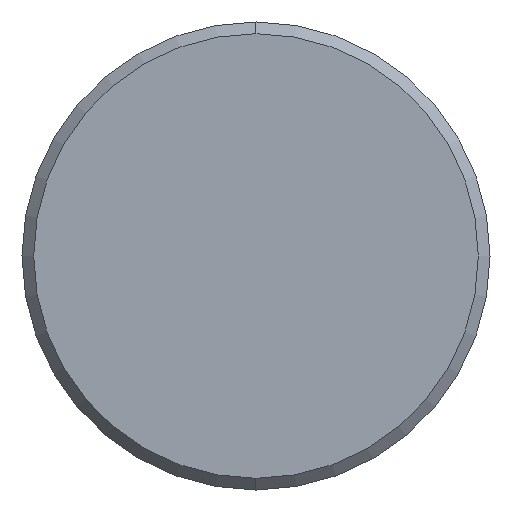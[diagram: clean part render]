
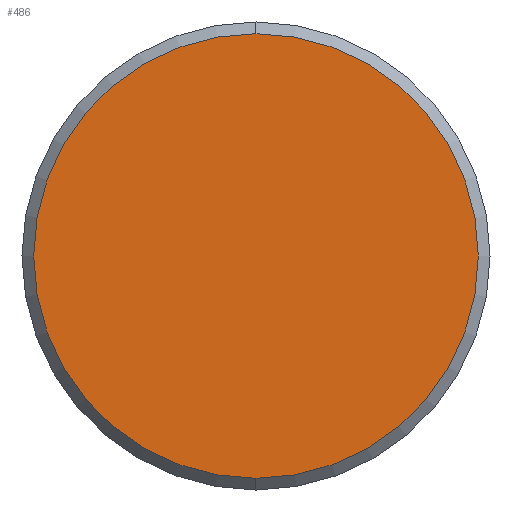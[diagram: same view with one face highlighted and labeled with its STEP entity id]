
A CAD part, left-side view. The second image highlights one B-rep face of the part: STEP entity #486.
In plain terms, the highlighted planar face has unit normal (-1, 0, 0).
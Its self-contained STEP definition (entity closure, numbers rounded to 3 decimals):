
#45 = DIRECTION ( 'NONE',  ( 0., 0., -1. ) ) ;
#57 = DIRECTION ( 'NONE',  ( -1., 0., 0. ) ) ;
#77 = CARTESIAN_POINT ( 'NONE',  ( 0., 6., 0. ) ) ;
#103 = VERTEX_POINT ( 'NONE', #368 ) ;
#121 = AXIS2_PLACEMENT_3D ( 'NONE', #77, #281, #45 ) ;
#162 = EDGE_LOOP ( 'NONE', ( #367, #271 ) ) ;
#200 = CIRCLE ( 'NONE', #452, 5.7 ) ;
#203 = CIRCLE ( 'NONE', #231, 5.7 ) ;
#224 = DIRECTION ( 'NONE',  ( 0., 0., -1. ) ) ;
#231 = AXIS2_PLACEMENT_3D ( 'NONE', #264, #374, #499 ) ;
#264 = CARTESIAN_POINT ( 'NONE',  ( 0., 0., 0. ) ) ;
#271 = ORIENTED_EDGE ( 'NONE', *, *, #472, .T. ) ;
#281 = DIRECTION ( 'NONE',  ( 1., 0., 0. ) ) ;
#283 = EDGE_CURVE ( 'NONE', #375, #103, #200, .T. ) ;
#367 = ORIENTED_EDGE ( 'NONE', *, *, #283, .T. ) ;
#368 = CARTESIAN_POINT ( 'NONE',  ( 0., 0., 5.7 ) ) ;
#374 = DIRECTION ( 'NONE',  ( -1., 0., 0. ) ) ;
#375 = VERTEX_POINT ( 'NONE', #398 ) ;
#398 = CARTESIAN_POINT ( 'NONE',  ( 0., 0., -5.7 ) ) ;
#433 = CARTESIAN_POINT ( 'NONE',  ( 0., 0., 0. ) ) ;
#452 = AXIS2_PLACEMENT_3D ( 'NONE', #433, #57, #224 ) ;
#472 = EDGE_CURVE ( 'NONE', #103, #375, #203, .T. ) ;
#486 = ADVANCED_FACE ( 'NONE', ( #502 ), #537, .F. ) ;
#499 = DIRECTION ( 'NONE',  ( 0., 0., -1. ) ) ;
#502 = FACE_OUTER_BOUND ( 'NONE', #162, .T. ) ;
#537 = PLANE ( 'NONE',  #121 ) ;
